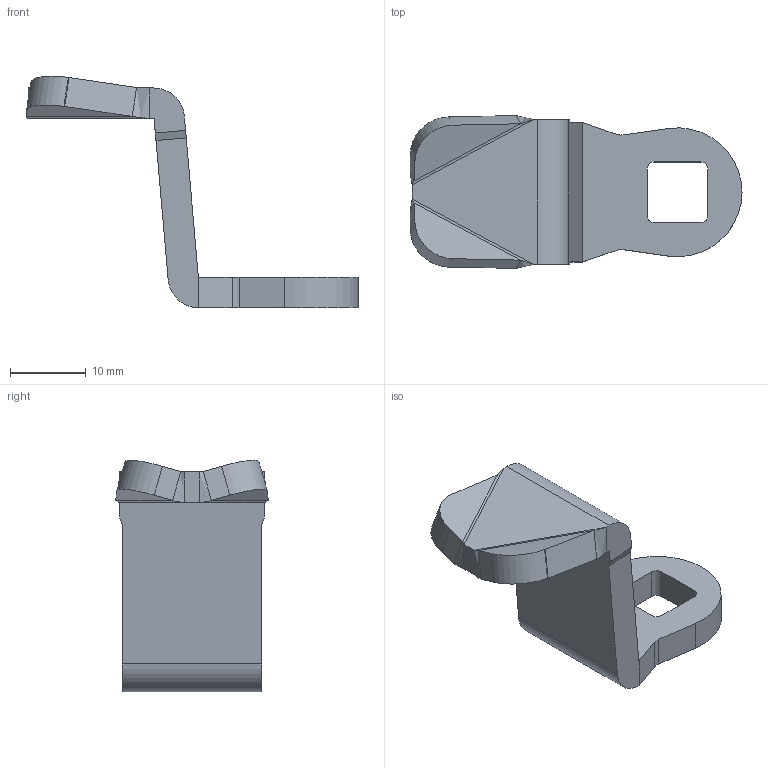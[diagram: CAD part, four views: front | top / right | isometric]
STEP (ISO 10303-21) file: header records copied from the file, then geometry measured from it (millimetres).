
FILE_DESCRIPTION (( 'STEP AP203' ), '1' );
FILE_NAME ('1035 DIL.STEP', '2022-07-06T12:53:53', ( '' ), ( '' ), 'SwSTEP 2.0', 'SolidWorks 2021', '' );
FILE_SCHEMA (( 'CONFIG_CONTROL_DESIGN' ));
Length unit declared in the file: millimetre
Products named in the file (1): 1035 DIL
Bounding box: 43.78 x 20.16 x 30.55 mm (x, y, z)
Volume: 4272.4 mm3; surface area: 2879.1 mm2
Topology: 1 solids, 1 shells, 52 faces, 130 edges, 80 vertices
Faces by surface type: plane 29, cylinder 19, bspline 4
Entity records: 1645 total; most frequent: CARTESIAN_POINT 331, ORIENTED_EDGE 260, DIRECTION 250, EDGE_CURVE 130, LINE 92, VECTOR 92, VERTEX_POINT 80, AXIS2_PLACEMENT_3D 79
